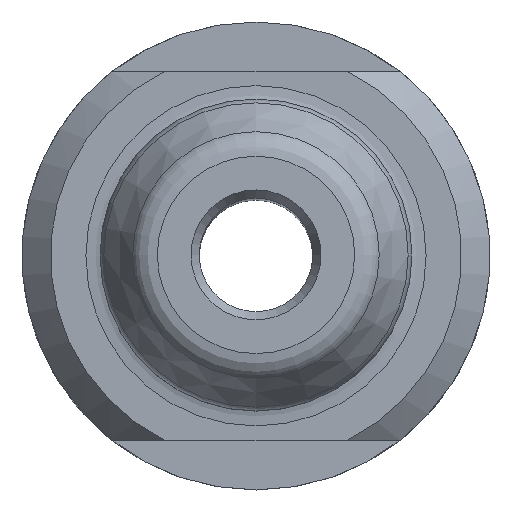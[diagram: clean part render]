
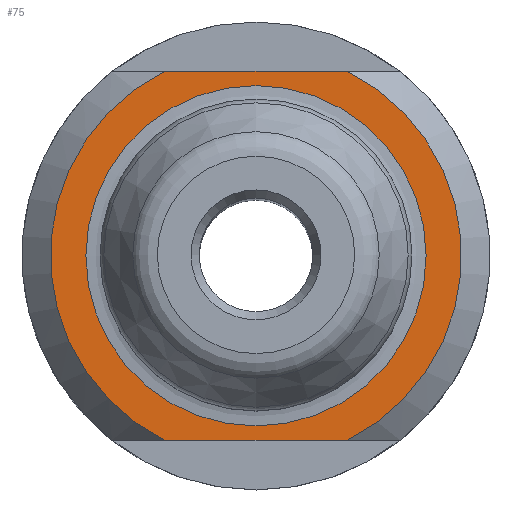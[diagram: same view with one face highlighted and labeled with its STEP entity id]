
A CAD part, top view. The second image highlights one B-rep face of the part: STEP entity #75.
In plain terms, the highlighted planar face has unit normal (0, 0, 1).
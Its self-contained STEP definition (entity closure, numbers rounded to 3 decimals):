
#75=ADVANCED_FACE('',(#144,#145),#118,.F.);
#118=PLANE('',#575);
#128=LINE('',#849,#136);
#129=LINE('',#854,#137);
#136=VECTOR('',#667,1.);
#137=VECTOR('',#670,1.);
#144=FACE_BOUND('',#218,.T.);
#145=FACE_BOUND('',#219,.T.);
#218=EDGE_LOOP('',(#298));
#219=EDGE_LOOP('',(#299,#300,#301,#302));
#298=ORIENTED_EDGE('',*,*,#454,.T.);
#299=ORIENTED_EDGE('',*,*,#455,.F.);
#300=ORIENTED_EDGE('',*,*,#456,.T.);
#301=ORIENTED_EDGE('',*,*,#457,.T.);
#302=ORIENTED_EDGE('',*,*,#458,.T.);
#406=VERTEX_POINT('',#848);
#407=VERTEX_POINT('',#850);
#408=VERTEX_POINT('',#851);
#409=VERTEX_POINT('',#853);
#410=VERTEX_POINT('',#855);
#454=EDGE_CURVE('',#406,#406,#508,.T.);
#455=EDGE_CURVE('',#407,#408,#128,.T.);
#456=EDGE_CURVE('',#407,#409,#509,.T.);
#457=EDGE_CURVE('',#409,#410,#129,.T.);
#458=EDGE_CURVE('',#410,#408,#510,.T.);
#508=CIRCLE('',#572,6.);
#509=CIRCLE('',#573,7.25);
#510=CIRCLE('',#574,7.25);
#572=AXIS2_PLACEMENT_3D('',#847,#665,#666);
#573=AXIS2_PLACEMENT_3D('',#852,#668,#669);
#574=AXIS2_PLACEMENT_3D('',#856,#671,#672);
#575=AXIS2_PLACEMENT_3D('',#857,#673,#674);
#665=DIRECTION('',(0.,0.,-1.));
#666=DIRECTION('',(0.,1.,0.));
#667=DIRECTION('',(1.,0.,0.));
#668=DIRECTION('',(0.,0.,1.));
#669=DIRECTION('',(0.,1.,0.));
#670=DIRECTION('',(1.,0.,0.));
#671=DIRECTION('',(0.,0.,1.));
#672=DIRECTION('',(0.,1.,0.));
#673=DIRECTION('',(0.,0.,-1.));
#674=DIRECTION('',(0.,1.,0.));
#847=CARTESIAN_POINT('',(0.,0.,5.));
#848=CARTESIAN_POINT('',(0.,6.,5.));
#849=CARTESIAN_POINT('',(-9.075,6.5,5.));
#850=CARTESIAN_POINT('',(-3.211,6.5,5.));
#851=CARTESIAN_POINT('',(3.211,6.5,5.));
#852=CARTESIAN_POINT('',(0.,0.,5.));
#853=CARTESIAN_POINT('',(-3.211,-6.5,5.));
#854=CARTESIAN_POINT('',(-9.075,-6.5,5.));
#855=CARTESIAN_POINT('',(3.211,-6.5,5.));
#856=CARTESIAN_POINT('',(0.,0.,5.));
#857=CARTESIAN_POINT('',(0.,4.,5.));
